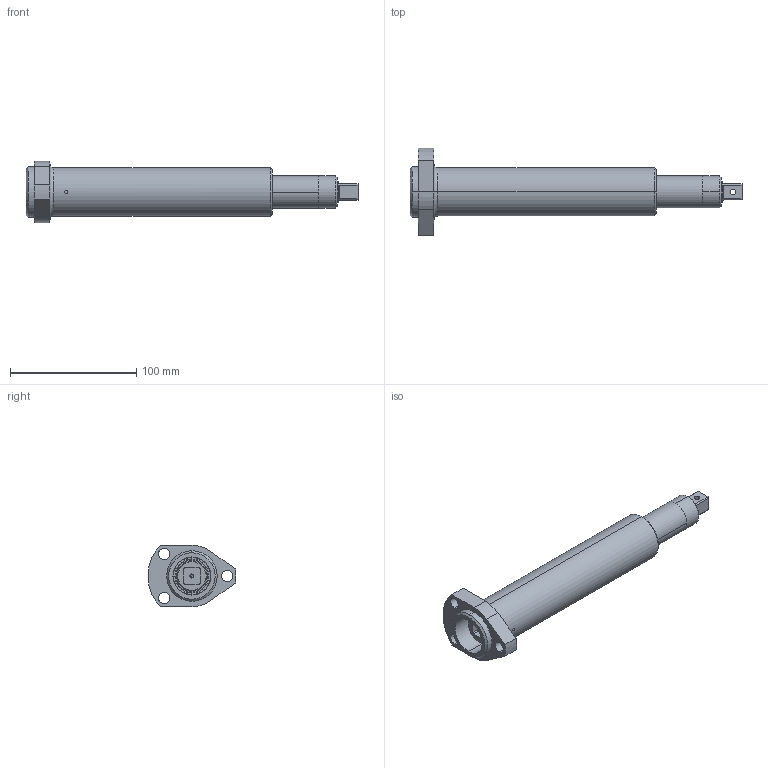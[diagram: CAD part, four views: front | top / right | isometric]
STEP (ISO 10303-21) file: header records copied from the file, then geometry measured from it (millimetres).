
FILE_DESCRIPTION (( 'STEP AP203' ), '1' );
FILE_NAME ('SA-3S3-3-50-50.STEP', '2017-12-04T13:10:56', ( '' ), ( '' ), 'SwSTEP 2.0', 'SolidWorks 2017', '' );
FILE_SCHEMA (( 'CONFIG_CONTROL_DESIGN' ));
Length unit declared in the file: inch
Products named in the file (15): J-1616-3; SA-3S3-3-50-50; J-1616-2; J-1616; SCE-1614P-2; SA-028; R-5-10-6.97-30-1; SCE-1614P; N-5-10-.62-1; S-10-5.74-30-07; J-1616-1; SA-354H; SA-072-1.18; SCE-1614P-3; SCE-1614P-1
Assembly tree (14 placements, depth 3):
  SA-3S3-3-50-50
    SA-354H
    R-5-10-6.97-30-1
      S-10-5.74-30-07
      N-5-10-.62-1
    SA-028
    SA-072-1.18
    J-1616
      J-1616-1
      J-1616-2
      J-1616-3
    SCE-1614P
      SCE-1614P-1
      SCE-1614P-2
      SCE-1614P-3
Bounding box: 263.14 x 69.67 x 48.81 mm (x, y, z)
Volume: 177558.1 mm3; surface area: 115679.3 mm2
Topology: 17 solids, 17 shells, 302 faces, 692 edges, 431 vertices
Faces by surface type: cylinder 116, plane 104, torus 54, cone 28
Entity records: 10569 total; most frequent: CARTESIAN_POINT 1723, DIRECTION 1714, ORIENTED_EDGE 1380, AXIS2_PLACEMENT_3D 726, EDGE_CURVE 690, VERTEX_POINT 431, CIRCLE 404, EDGE_LOOP 357
